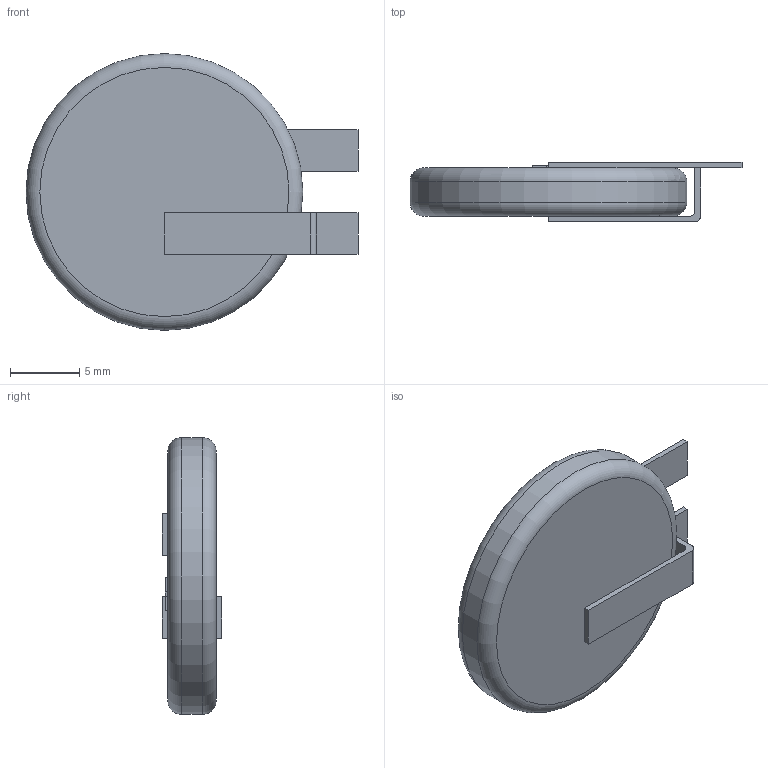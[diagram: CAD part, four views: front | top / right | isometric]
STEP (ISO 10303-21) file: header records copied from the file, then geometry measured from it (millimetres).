
FILE_DESCRIPTION(/* description */ (''),/* implementation_level */ '2;1');
FILE_NAME(/* name */ 'RJD2032C1ST1.stp',/* time_stamp */ '2020-05-12T20:27:46-07:00',/* author */ ('Jorian Brusind'),/* organization */ (''),/* preprocessor_version */ 'ST-DEVELOPER v17.2',/* originating_system */ 'Autodesk Inventor 2019',/* authorisation */ '');
FILE_SCHEMA (('AUTOMOTIVE_DESIGN { 1 0 10303 214 3 1 1 }'));
Length unit declared in the file: millimetre
Products named in the file (1): RJD2032C1ST1
Bounding box: 24.01 x 4.3 x 20.02 mm (x, y, z)
Volume: 1113.9 mm3; surface area: 916.1 mm2
Topology: 1 solids, 1 shells, 36 faces, 95 edges, 62 vertices
Faces by surface type: plane 31, cylinder 3, torus 2
Full cylindrical faces by diameter (mm): 20.02 x1
Entity records: 1184 total; most frequent: CARTESIAN_POINT 194, ORIENTED_EDGE 190, DIRECTION 185, EDGE_CURVE 95, LINE 79, VECTOR 79, VERTEX_POINT 62, AXIS2_PLACEMENT_3D 53
